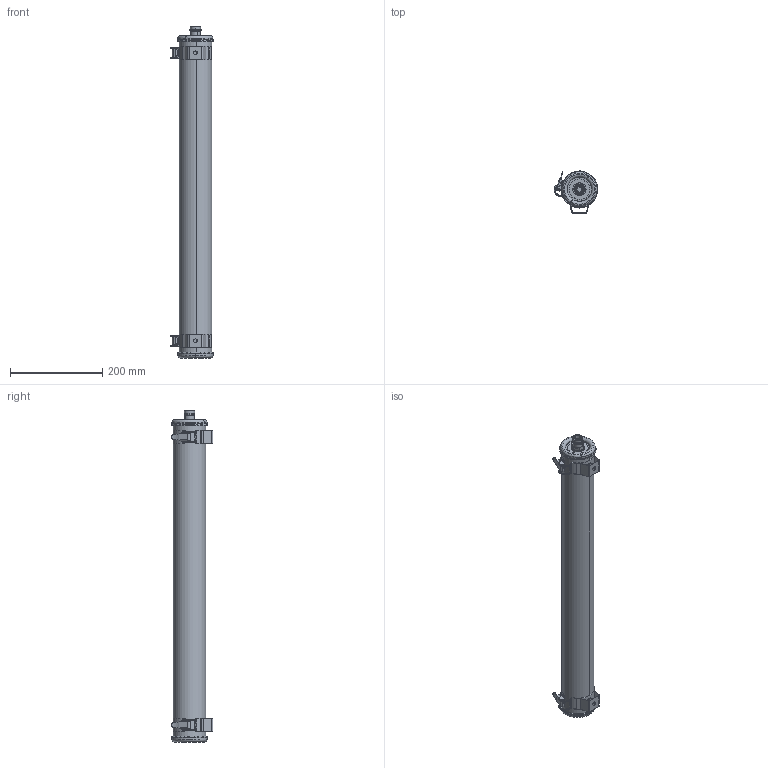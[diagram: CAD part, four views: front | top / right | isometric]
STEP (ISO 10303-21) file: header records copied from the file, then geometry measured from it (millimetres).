
FILE_DESCRIPTION (( 'STEP AP214' ), '1' );
FILE_NAME ('ELGAR 700mm.STEP', '2018-04-09T14:52:27', ( '' ), ( '' ), 'SwSTEP 2.0', 'SolidWorks 2015', '' );
FILE_SCHEMA (( 'AUTOMOTIVE_DESIGN' ));
Length unit declared in the file: millimetre
Products named in the file (37): 11632-JOIN ETAN NIEP 70 V2_joint comprimﾚ; 11806-PE WT PG11-13+ JOIN SI NIEP70-1; 7863-FLAS070 BRU NSMC; 45981-COUP FLAS SPE NIE70V3 H9 PERCE; 11806-PE WT PG11-13+ JOIN SI NIEP70-3; 45919-ANTI ROTA NIE70 CLOSE&CONNECT; 45983-COUP FLAS SPE NIE70V3 SOUD; 41845-SUSP SOUD NIE70 RENF SAUT; 45982-ROND DE SOUD ECROU H=11; 45984-FLAS070 SPE NIE70V3 COM; ELGAR 700mm; 11563-ECRO PG11 NICK  D 4011101; 7198-FLAS NIEP 70; 40989-RENF SUSP NIE70; 46080-CORP PO-ME 70-65-993 CLED_S10376-corps_po_70_1593; 45952-ANTI ROTA SOUD MOB NIEP70 C&C; 41847-2EME PART SUSP NIE70 RENF SAUT; 45931-ECROU AVEU M8 TP HEXA INOX A2; 5170-FLAS MOB NIEP 70; 7483-ROND FLAS MOB NIEP 70; 11807-ECRO PG13 A COLL  NIEP70; 4335-SAUTERELLE COMPLETE SAMMODE_Ï70; 45978-FLAS070 SPE NIEV3 UNI 1X8; 11806-PE WT PG11-13+ JOIN SI NIEP70-2; 45977-VIS M 8-25 BHC INOX A2_vis F HC M 8 X  20; 45979-ENTRETOISE 8.2 X 18 X 10; 11806-PE WT PG11-13+ JOIN SI NIEP70; 7478-COUP FLAS MOBI NIEP 70 V2; 11806-PE WT PG11-13+ JOIN SI NIEP70-4; 11146-RESS DE SAUTERELLE_Ï70; 45980-COUP FLAS SPE NIE70V3 H9; 46035-RONDELLE IMPERDABLE M8; 46034-RONDELLE PLATE 8.1X12X1.3 PA-6_Rondelle plate moyenne  8; 45951-FLAS070 122 NIEP C&C COM; 41848-1ERE PART SUSP NIE70 RENF SAUT; 6424-2EME PART SAUTERELLE; 6423-1ERE PART SAUTERELLE
Assembly tree (38 placements, depth 4):
  ELGAR 700mm
    46080-CORP PO-ME 70-65-993 CLED_S10376-corps_po_70_1593
    45984-FLAS070 SPE NIE70V3 COM
      45978-FLAS070 SPE NIEV3 UNI 1X8
        7198-FLAS NIEP 70
      11632-JOIN ETAN NIEP 70 V2_joint comprimﾚ
      45983-COUP FLAS SPE NIE70V3 SOUD
        45980-COUP FLAS SPE NIE70V3 H9
        45982-ROND DE SOUD ECROU H=11
        45931-ECROU AVEU M8 TP HEXA INOX A2
      45981-COUP FLAS SPE NIE70V3 H9 PERCE
      45977-VIS M 8-25 BHC INOX A2_vis F HC M 8 X  20
      46034-RONDELLE PLATE 8.1X12X1.3 PA-6_Rondelle plate moyenne  8
      45979-ENTRETOISE 8.2 X 18 X 10
      46035-RONDELLE IMPERDABLE M8
    45951-FLAS070 122 NIEP C&C COM
      45952-ANTI ROTA SOUD MOB NIEP70 C&C
        7478-COUP FLAS MOBI NIEP 70 V2
        45919-ANTI ROTA NIE70 CLOSE&CONNECT
      11632-JOIN ETAN NIEP 70 V2_joint comprimﾚ
      11806-PE WT PG11-13+ JOIN SI NIEP70
        11806-PE WT PG11-13+ JOIN SI NIEP70-1
        11806-PE WT PG11-13+ JOIN SI NIEP70-2
        11806-PE WT PG11-13+ JOIN SI NIEP70-3
        11806-PE WT PG11-13+ JOIN SI NIEP70-4
      7483-ROND FLAS MOB NIEP 70
      5170-FLAS MOB NIEP 70
        7863-FLAS070 BRU NSMC
      11807-ECRO PG13 A COLL  NIEP70
      11563-ECRO PG11 NICK  D 4011101
    41845-SUSP SOUD NIE70 RENF SAUT  x2
      41848-1ERE PART SUSP NIE70 RENF SAUT
      40989-RENF SUSP NIE70
      41847-2EME PART SUSP NIE70 RENF SAUT
      4335-SAUTERELLE COMPLETE SAMMODE_Ï70
        6424-2EME PART SAUTERELLE
        6423-1ERE PART SAUTERELLE
        11146-RESS DE SAUTERELLE_Ï70
Bounding box: 94.24 x 89.94 x 718.4 mm (x, y, z)
Volume: 504201.9 mm3; surface area: 438721.5 mm2
Topology: 34 solids, 34 shells, 847 faces, 2137 edges, 1374 vertices
Faces by surface type: cylinder 357, plane 317, torus 122, cone 27, bspline 24
Entity records: 23289 total; most frequent: CARTESIAN_POINT 5927, DIRECTION 3638, ORIENTED_EDGE 3210, EDGE_CURVE 1605, AXIS2_PLACEMENT_3D 1437, VERTEX_POINT 1030, LINE 764, VECTOR 764
